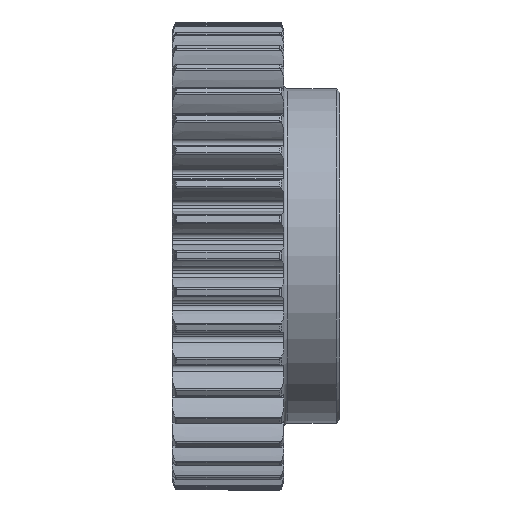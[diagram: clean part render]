
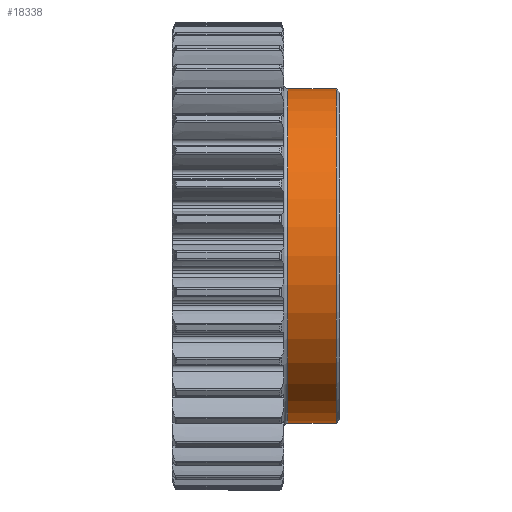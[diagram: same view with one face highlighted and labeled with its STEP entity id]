
A CAD part, top view. The second image highlights one B-rep face of the part: STEP entity #18338.
In plain terms, the highlighted cylindrical face has radius 15 mm (diameter 30 mm), a partial arc.
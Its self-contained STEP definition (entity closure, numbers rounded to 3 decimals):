
#4151=CARTESIAN_POINT('',(5.35,0.,0.));
#4152=DIRECTION('',(1.,0.,0.));
#4153=DIRECTION('',(0.,1.,0.));
#4154=AXIS2_PLACEMENT_3D('',#4151,#4152,#4153);
#4159=CARTESIAN_POINT('',(9.7,0.,0.));
#4160=DIRECTION('',(1.,0.,0.));
#4161=DIRECTION('',(0.,1.,0.));
#4162=AXIS2_PLACEMENT_3D('',#4159,#4160,#4161);
#4175=DIRECTION('',(-1.,0.,0.));
#4176=VECTOR('',#4175,4.35);
#4177=CARTESIAN_POINT('',(9.7,-15.,0.));
#4178=LINE('',#4177,#4176);
#4190=DIRECTION('',(-1.,0.,0.));
#4191=VECTOR('',#4190,4.35);
#4192=CARTESIAN_POINT('',(9.7,15.,0.));
#4193=LINE('',#4192,#4191);
#15392=CARTESIAN_POINT('',(9.7,15.,0.));
#15394=VERTEX_POINT('',#15392);
#15396=CARTESIAN_POINT('',(9.7,-15.,0.));
#15398=VERTEX_POINT('',#15396);
#16739=CARTESIAN_POINT('',(5.35,-15.,0.));
#16740=CARTESIAN_POINT('',(5.35,15.,0.));
#16741=VERTEX_POINT('',#16739);
#16742=VERTEX_POINT('',#16740);
#18324=CARTESIAN_POINT('',(4.75,0.,0.));
#18325=DIRECTION('',(1.,0.,0.));
#18326=DIRECTION('',(0.,-1.,0.));
#18327=AXIS2_PLACEMENT_3D('',#18324,#18325,#18326);
#18328=CYLINDRICAL_SURFACE('',#18327,15.);
#18329=ORIENTED_EDGE('',*,*,#18318,.F.);
#18331=ORIENTED_EDGE('',*,*,#18330,.F.);
#18333=ORIENTED_EDGE('',*,*,#18332,.T.);
#18335=ORIENTED_EDGE('',*,*,#18334,.T.);
#18336=EDGE_LOOP('',(#18329,#18331,#18333,#18335));
#18337=FACE_OUTER_BOUND('',#18336,.F.);
#4155=CIRCLE('',#4154,15.);
#4163=CIRCLE('',#4162,15.);
#18318=EDGE_CURVE('',#16742,#16741,#4155,.T.);
#18330=EDGE_CURVE('',#15394,#16742,#4193,.T.);
#18332=EDGE_CURVE('',#15394,#15398,#4163,.T.);
#18334=EDGE_CURVE('',#15398,#16741,#4178,.T.);
#18338=ADVANCED_FACE('',(#18337),#18328,.T.);
